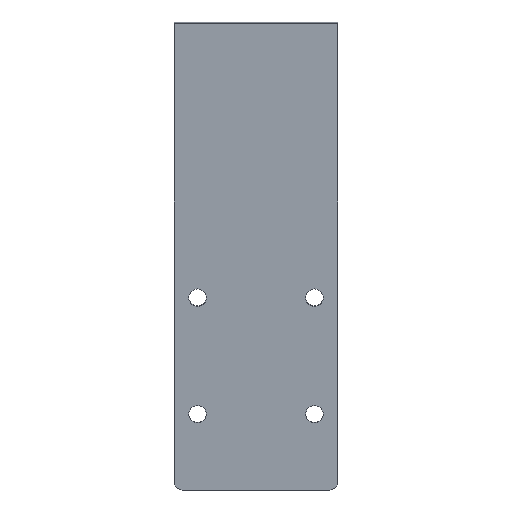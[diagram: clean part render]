
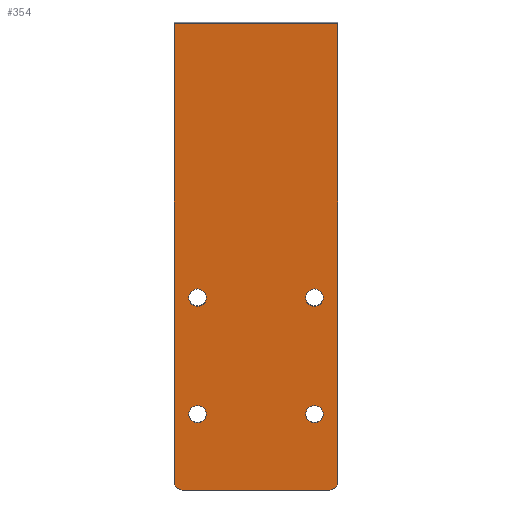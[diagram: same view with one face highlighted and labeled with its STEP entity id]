
A CAD part, top view. The second image highlights one B-rep face of the part: STEP entity #354.
In plain terms, the highlighted planar face has unit normal (0, -0.07, 0.998).
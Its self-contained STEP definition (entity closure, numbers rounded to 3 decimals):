
#15=FACE_BOUND('',#69,.T.);
#16=FACE_BOUND('',#70,.T.);
#17=FACE_BOUND('',#71,.T.);
#18=FACE_BOUND('',#72,.T.);
#24=CIRCLE('',#380,2.);
#26=CIRCLE('',#385,2.);
#27=CIRCLE('',#391,2.25);
#28=CIRCLE('',#392,2.25);
#29=CIRCLE('',#393,2.25);
#30=CIRCLE('',#394,2.25);
#50=FACE_OUTER_BOUND('',#68,.T.);
#68=EDGE_LOOP('',(#287,#288,#289,#290,#291,#292));
#69=EDGE_LOOP('',(#293));
#70=EDGE_LOOP('',(#294));
#71=EDGE_LOOP('',(#295));
#72=EDGE_LOOP('',(#296));
#95=LINE('',#536,#131);
#98=LINE('',#544,#134);
#107=LINE('',#561,#143);
#113=LINE('',#571,#149);
#131=VECTOR('',#433,10.);
#134=VECTOR('',#442,10.);
#143=VECTOR('',#455,10.);
#149=VECTOR('',#463,10.);
#163=VERTEX_POINT('',#519);
#164=VERTEX_POINT('',#521);
#169=VERTEX_POINT('',#535);
#170=VERTEX_POINT('',#539);
#171=VERTEX_POINT('',#543);
#177=VERTEX_POINT('',#560);
#181=VERTEX_POINT('',#573);
#182=VERTEX_POINT('',#575);
#183=VERTEX_POINT('',#577);
#184=VERTEX_POINT('',#579);
#195=EDGE_CURVE('',#163,#164,#24,.T.);
#202=EDGE_CURVE('',#169,#164,#95,.F.);
#204=EDGE_CURVE('',#169,#170,#26,.T.);
#206=EDGE_CURVE('',#171,#170,#98,.F.);
#215=EDGE_CURVE('',#177,#171,#107,.F.);
#221=EDGE_CURVE('',#163,#177,#113,.F.);
#222=EDGE_CURVE('',#181,#181,#27,.T.);
#223=EDGE_CURVE('',#182,#182,#28,.T.);
#224=EDGE_CURVE('',#183,#183,#29,.T.);
#225=EDGE_CURVE('',#184,#184,#30,.T.);
#287=ORIENTED_EDGE('',*,*,#195,.F.);
#288=ORIENTED_EDGE('',*,*,#221,.T.);
#289=ORIENTED_EDGE('',*,*,#215,.T.);
#290=ORIENTED_EDGE('',*,*,#206,.T.);
#291=ORIENTED_EDGE('',*,*,#204,.F.);
#292=ORIENTED_EDGE('',*,*,#202,.T.);
#293=ORIENTED_EDGE('',*,*,#222,.T.);
#294=ORIENTED_EDGE('',*,*,#223,.T.);
#295=ORIENTED_EDGE('',*,*,#224,.T.);
#296=ORIENTED_EDGE('',*,*,#225,.T.);
#340=PLANE('',#390);
#354=ADVANCED_FACE('',(#50,#15,#16,#17,#18),#340,.T.);
#380=AXIS2_PLACEMENT_3D('',#522,#420,#421);
#385=AXIS2_PLACEMENT_3D('',#540,#437,#438);
#390=AXIS2_PLACEMENT_3D('',#572,#464,#465);
#391=AXIS2_PLACEMENT_3D('',#574,#466,#467);
#392=AXIS2_PLACEMENT_3D('',#576,#468,#469);
#393=AXIS2_PLACEMENT_3D('',#578,#470,#471);
#394=AXIS2_PLACEMENT_3D('',#580,#472,#473);
#420=DIRECTION('center_axis',(0.,0.07,
-0.998));
#421=DIRECTION('ref_axis',(0.707,-0.705,-0.049));
#433=DIRECTION('',(-1.,0.,0.));
#437=DIRECTION('center_axis',(0.,0.07,
-0.998));
#438=DIRECTION('ref_axis',(-0.707,-0.705,-0.049));
#442=DIRECTION('',(0.,0.998,0.07));
#455=DIRECTION('',(1.,0.,0.));
#463=DIRECTION('',(0.,-0.998,-0.07));
#464=DIRECTION('center_axis',(0.,-0.07,
0.998));
#465=DIRECTION('ref_axis',(0.,-0.998,-0.07));
#466=DIRECTION('center_axis',(0.,0.07,
-0.998));
#467=DIRECTION('ref_axis',(0.,0.998,0.07));
#468=DIRECTION('center_axis',(0.,0.07,
-0.998));
#469=DIRECTION('ref_axis',(0.,0.998,0.07));
#470=DIRECTION('center_axis',(0.,0.07,
-0.998));
#471=DIRECTION('ref_axis',(0.,0.998,0.07));
#472=DIRECTION('center_axis',(0.,0.07,
-0.998));
#473=DIRECTION('ref_axis',(0.,0.998,0.07));
#519=CARTESIAN_POINT('',(235.,450.103,588.));
#521=CARTESIAN_POINT('',(233.,448.107,587.861));
#522=CARTESIAN_POINT('Origin',(233.,450.103,588.));
#535=CARTESIAN_POINT('',(195.,448.107,587.861));
#536=CARTESIAN_POINT('',(203.75,448.107,587.861));
#539=CARTESIAN_POINT('',(193.,450.103,588.));
#540=CARTESIAN_POINT('Origin',(195.,450.103,588.));
#543=CARTESIAN_POINT('',(193.,567.815,596.231));
#544=CARTESIAN_POINT('',(193.,497.237,591.296));
#560=CARTESIAN_POINT('',(235.,567.815,596.231));
#561=CARTESIAN_POINT('',(224.25,567.815,596.231));
#571=CARTESIAN_POINT('',(235.,467.809,589.238));
#572=CARTESIAN_POINT('Origin',(214.,482.523,590.267));
#573=CARTESIAN_POINT('',(229.,465.315,589.064));
#574=CARTESIAN_POINT('Origin',(229.,467.56,589.221));
#575=CARTESIAN_POINT('',(199.,495.242,591.157));
#576=CARTESIAN_POINT('Origin',(199.,497.487,591.314));
#577=CARTESIAN_POINT('',(199.,465.315,589.064));
#578=CARTESIAN_POINT('Origin',(199.,467.56,589.221));
#579=CARTESIAN_POINT('',(229.,495.242,591.157));
#580=CARTESIAN_POINT('Origin',(229.,497.487,591.314));
